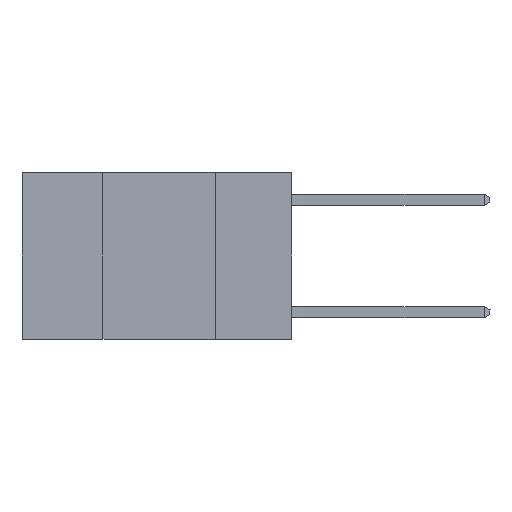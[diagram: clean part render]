
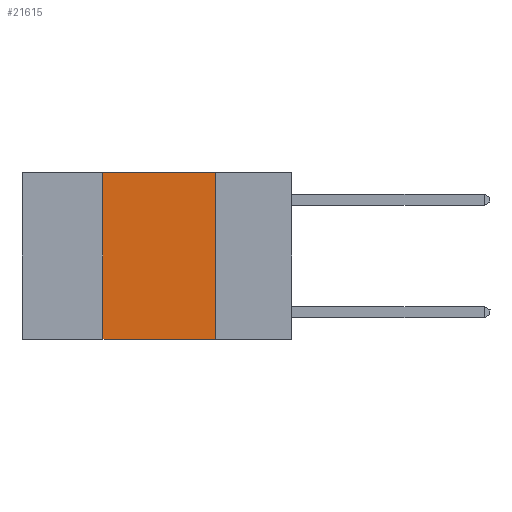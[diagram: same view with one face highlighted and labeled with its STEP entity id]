
A CAD part, left-side view. The second image highlights one B-rep face of the part: STEP entity #21615.
In plain terms, the highlighted planar face has unit normal (-1, 0, 0).
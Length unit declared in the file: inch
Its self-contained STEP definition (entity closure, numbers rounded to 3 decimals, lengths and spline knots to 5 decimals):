
#66 = VECTOR ( 'NONE', #13206, 39.37008 ) ;
#1897 = EDGE_CURVE ( 'NONE', #5343, #12930, #14327, .T. ) ;
#2066 = ORIENTED_EDGE ( 'NONE', *, *, #1897, .F. ) ;
#2368 = LINE ( 'NONE', #26824, #15263 ) ;
#3751 = CARTESIAN_POINT ( 'NONE',  ( 0., 0.42, 0. ) ) ;
#4533 = CARTESIAN_POINT ( 'NONE',  ( 0., 0.42, -0.37 ) ) ;
#5343 = VERTEX_POINT ( 'NONE', #8452 ) ;
#7815 = ORIENTED_EDGE ( 'NONE', *, *, #19806, .F. ) ;
#8452 = CARTESIAN_POINT ( 'NONE',  ( 0., 0.17, 0. ) ) ;
#8518 = EDGE_CURVE ( 'NONE', #26561, #12930, #2368, .T. ) ;
#9970 = DIRECTION ( 'NONE',  ( 1., 0., 0. ) ) ;
#10925 = ORIENTED_EDGE ( 'NONE', *, *, #8518, .T. ) ;
#12930 = VERTEX_POINT ( 'NONE', #31844 ) ;
#13206 = DIRECTION ( 'NONE',  ( 0., 0., 1. ) ) ;
#13451 = DIRECTION ( 'NONE',  ( 0., -1., 0. ) ) ;
#14042 = AXIS2_PLACEMENT_3D ( 'NONE', #14850, #9970, #19909 ) ;
#14327 = LINE ( 'NONE', #24293, #19877 ) ;
#14850 = CARTESIAN_POINT ( 'NONE',  ( 0., 0.6, 0. ) ) ;
#15263 = VECTOR ( 'NONE', #29426, 39.37008 ) ;
#15283 = EDGE_CURVE ( 'NONE', #19766, #5343, #20972, .T. ) ;
#15751 = CARTESIAN_POINT ( 'NONE',  ( 0., 0.6, 0. ) ) ;
#17140 = ORIENTED_EDGE ( 'NONE', *, *, #15283, .F. ) ;
#17295 = PLANE ( 'NONE',  #14042 ) ;
#19642 = VECTOR ( 'NONE', #13451, 39.37008 ) ;
#19766 = VERTEX_POINT ( 'NONE', #28404 ) ;
#19806 = EDGE_CURVE ( 'NONE', #26561, #19766, #25635, .T. ) ;
#19877 = VECTOR ( 'NONE', #27893, 39.37008 ) ;
#19909 = DIRECTION ( 'NONE',  ( 0., 0., -1. ) ) ;
#20972 = LINE ( 'NONE', #15751, #19642 ) ;
#21615 = ADVANCED_FACE ( 'NONE', ( #29703 ), #17295, .F. ) ;
#24293 = CARTESIAN_POINT ( 'NONE',  ( 0., 0.17, 0. ) ) ;
#25635 = LINE ( 'NONE', #3751, #66 ) ;
#26561 = VERTEX_POINT ( 'NONE', #4533 ) ;
#26824 = CARTESIAN_POINT ( 'NONE',  ( 0., 0.6, -0.37 ) ) ;
#26859 = EDGE_LOOP ( 'NONE', ( #2066, #17140, #7815, #10925 ) ) ;
#27893 = DIRECTION ( 'NONE',  ( 0., 0., -1. ) ) ;
#28404 = CARTESIAN_POINT ( 'NONE',  ( 0., 0.42, 0. ) ) ;
#29426 = DIRECTION ( 'NONE',  ( 0., -1., 0. ) ) ;
#29703 = FACE_OUTER_BOUND ( 'NONE', #26859, .T. ) ;
#31844 = CARTESIAN_POINT ( 'NONE',  ( 0., 0.17, -0.37 ) ) ;
